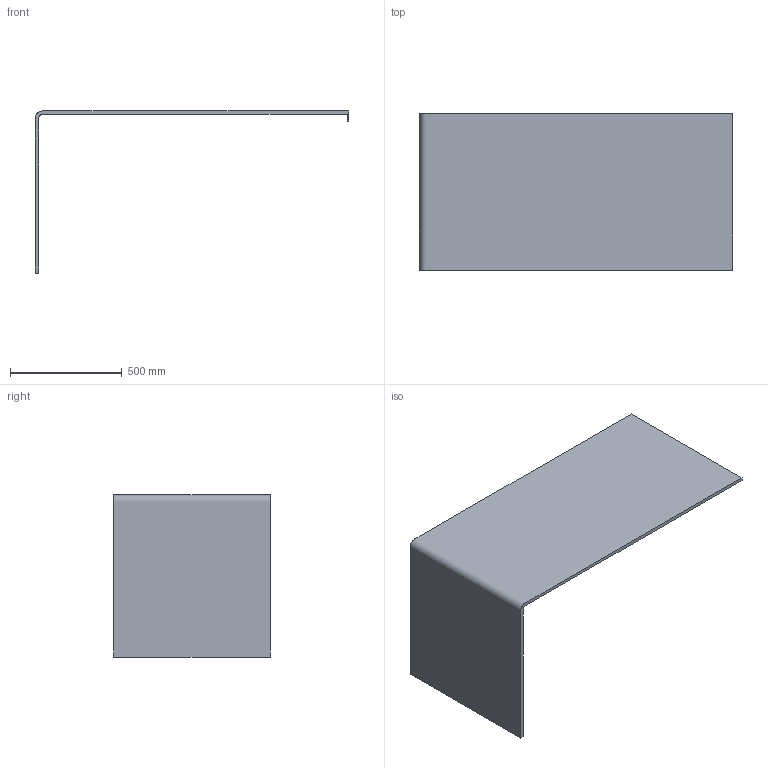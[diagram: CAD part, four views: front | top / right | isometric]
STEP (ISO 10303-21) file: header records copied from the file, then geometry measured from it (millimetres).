
FILE_DESCRIPTION(/* description */ (''),/* implementation_level */ '2;1');
FILE_NAME(/* name */ 'SW1470 - Rialto L parete 140x70',/* time_stamp */ '2012-06-20T17:30:00+02:00',/* author */ (''),/* organization */ (''),/* preprocessor_version */ 'ST-DEVELOPER v10',/* originating_system */ '',/* authorisation */ '');
FILE_SCHEMA (('CONFIG_CONTROL_DESIGN'));
Length unit declared in the file: millimetre
Products named in the file (1): 1
Bounding box: 1400 x 700 x 725 mm (x, y, z)
Volume: 17350159 mm3; surface area: 3079945.8 mm2
Topology: 2 solids, 2 shells, 18 faces, 42 edges, 28 vertices
Faces by surface type: plane 12, bspline 6
Entity records: 614 total; most frequent: CARTESIAN_POINT 238, ORIENTED_EDGE 84, EDGE_CURVE 42, B_SPLINE_CURVE_WITH_KNOTS 30, VERTEX_POINT 28, EDGE_LOOP 22, ADVANCED_FACE 18, FACE_OUTER_BOUND 18
